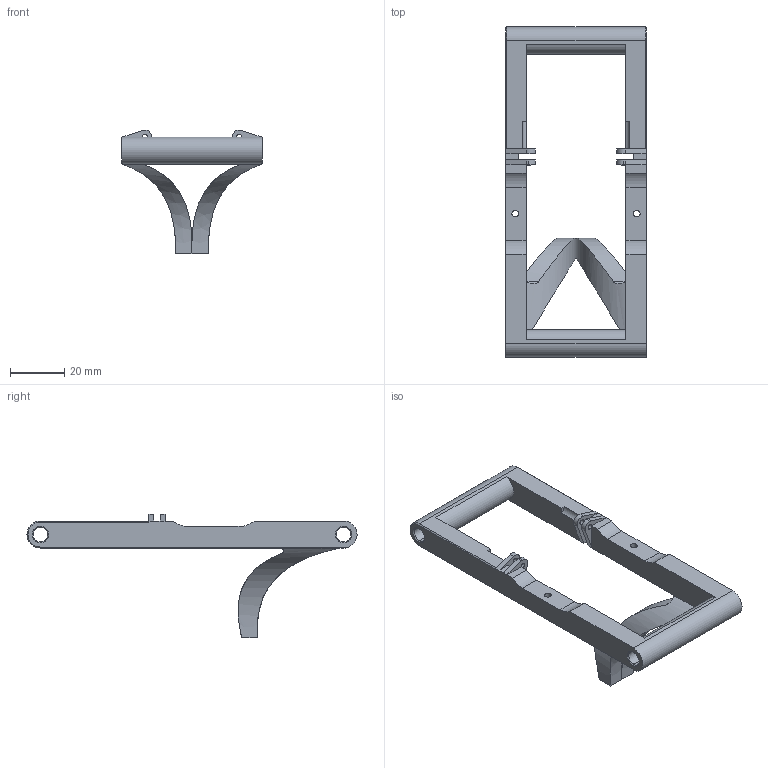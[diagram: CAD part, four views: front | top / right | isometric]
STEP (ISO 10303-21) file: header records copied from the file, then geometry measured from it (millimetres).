
FILE_DESCRIPTION (( 'STEP AP203' ), '1' );
FILE_NAME ('frame_shell4 d435.STEP', '2025-01-24T10:44:26', ( '' ), ( '' ), 'SwSTEP 2.0', 'SolidWorks 2022', '' );
FILE_SCHEMA (( 'CONFIG_CONTROL_DESIGN' ));
Length unit declared in the file: millimetre
Products named in the file (1): frame_shell4 d435
Bounding box: 52 x 122.28 x 45.9 mm (x, y, z)
Volume: 24999.2 mm3; surface area: 15388.9 mm2
Topology: 1 solids, 1 shells, 104 faces, 294 edges, 185 vertices
Faces by surface type: plane 47, cylinder 32, cone 14, bspline 11
Entity records: 4309 total; most frequent: CARTESIAN_POINT 1575, ORIENTED_EDGE 588, DIRECTION 511, EDGE_CURVE 294, VERTEX_POINT 185, AXIS2_PLACEMENT_3D 172, VECTOR 167, LINE 167
